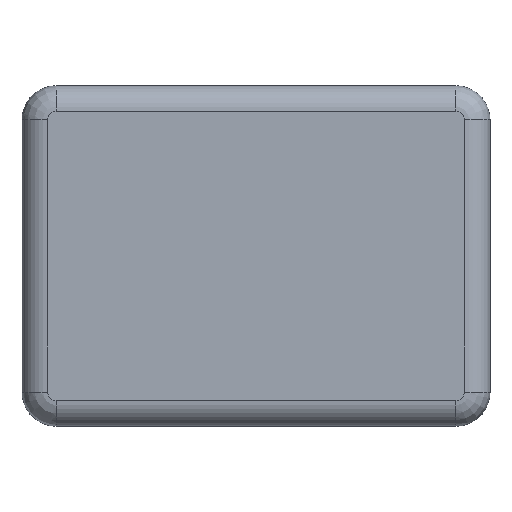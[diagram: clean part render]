
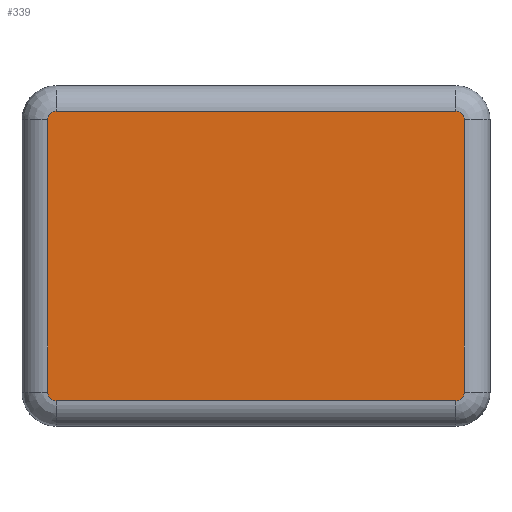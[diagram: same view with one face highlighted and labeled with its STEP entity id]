
A CAD part, top view. The second image highlights one B-rep face of the part: STEP entity #339.
In plain terms, the highlighted planar face has unit normal (0, 0, 1).
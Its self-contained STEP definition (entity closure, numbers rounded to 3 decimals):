
#95 = VERTEX_POINT('',#96);
#96 = CARTESIAN_POINT('',(24.5,-16.,13.4));
#103 = EDGE_CURVE('',#95,#104,#106,.T.);
#104 = VERTEX_POINT('',#105);
#105 = CARTESIAN_POINT('',(24.5,16.,13.4));
#106 = LINE('',#107,#108);
#107 = CARTESIAN_POINT('',(24.5,-16.,13.4));
#108 = VECTOR('',#109,1.);
#109 = DIRECTION('',(0.,1.,0.));
#306 = VERTEX_POINT('',#307);
#307 = CARTESIAN_POINT('',(23.5,-17.,13.4));
#316 = EDGE_CURVE('',#306,#95,#317,.T.);
#317 = CIRCLE('',#318,1.);
#318 = AXIS2_PLACEMENT_3D('',#319,#320,#321);
#319 = CARTESIAN_POINT('',(23.5,-16.,13.4));
#320 = DIRECTION('',(0.,-0.,1.));
#321 = DIRECTION('',(0.,-1.,-0.));
#339 = ADVANCED_FACE('',(#340),#393,.F.);
#340 = FACE_BOUND('',#341,.F.);
#341 = EDGE_LOOP('',(#342,#343,#344,#352,#361,#369,#378,#386));
#342 = ORIENTED_EDGE('',*,*,#103,.F.);
#343 = ORIENTED_EDGE('',*,*,#316,.F.);
#344 = ORIENTED_EDGE('',*,*,#345,.F.);
#345 = EDGE_CURVE('',#346,#306,#348,.T.);
#346 = VERTEX_POINT('',#347);
#347 = CARTESIAN_POINT('',(-23.5,-17.,13.4));
#348 = LINE('',#349,#350);
#349 = CARTESIAN_POINT('',(-23.5,-17.,13.4));
#350 = VECTOR('',#351,1.);
#351 = DIRECTION('',(1.,-0.,0.));
#352 = ORIENTED_EDGE('',*,*,#353,.F.);
#353 = EDGE_CURVE('',#354,#346,#356,.T.);
#354 = VERTEX_POINT('',#355);
#355 = CARTESIAN_POINT('',(-24.5,-16.,13.4));
#356 = CIRCLE('',#357,1.);
#357 = AXIS2_PLACEMENT_3D('',#358,#359,#360);
#358 = CARTESIAN_POINT('',(-23.5,-16.,13.4));
#359 = DIRECTION('',(0.,0.,1.));
#360 = DIRECTION('',(-1.,0.,0.));
#361 = ORIENTED_EDGE('',*,*,#362,.F.);
#362 = EDGE_CURVE('',#363,#354,#365,.T.);
#363 = VERTEX_POINT('',#364);
#364 = CARTESIAN_POINT('',(-24.5,16.,13.4));
#365 = LINE('',#366,#367);
#366 = CARTESIAN_POINT('',(-24.5,16.,13.4));
#367 = VECTOR('',#368,1.);
#368 = DIRECTION('',(0.,-1.,0.));
#369 = ORIENTED_EDGE('',*,*,#370,.F.);
#370 = EDGE_CURVE('',#371,#363,#373,.T.);
#371 = VERTEX_POINT('',#372);
#372 = CARTESIAN_POINT('',(-23.5,17.,13.4));
#373 = CIRCLE('',#374,1.);
#374 = AXIS2_PLACEMENT_3D('',#375,#376,#377);
#375 = CARTESIAN_POINT('',(-23.5,16.,13.4));
#376 = DIRECTION('',(0.,-0.,1.));
#377 = DIRECTION('',(0.,1.,0.));
#378 = ORIENTED_EDGE('',*,*,#379,.F.);
#379 = EDGE_CURVE('',#380,#371,#382,.T.);
#380 = VERTEX_POINT('',#381);
#381 = CARTESIAN_POINT('',(23.5,17.,13.4));
#382 = LINE('',#383,#384);
#383 = CARTESIAN_POINT('',(23.5,17.,13.4));
#384 = VECTOR('',#385,1.);
#385 = DIRECTION('',(-1.,0.,0.));
#386 = ORIENTED_EDGE('',*,*,#387,.F.);
#387 = EDGE_CURVE('',#104,#380,#388,.T.);
#388 = CIRCLE('',#389,1.);
#389 = AXIS2_PLACEMENT_3D('',#390,#391,#392);
#390 = CARTESIAN_POINT('',(23.5,16.,13.4));
#391 = DIRECTION('',(0.,0.,1.));
#392 = DIRECTION('',(1.,0.,0.));
#393 = PLANE('',#394);
#394 = AXIS2_PLACEMENT_3D('',#395,#396,#397);
#395 = CARTESIAN_POINT('',(27.5,-20.,13.4));
#396 = DIRECTION('',(0.,0.,-1.));
#397 = DIRECTION('',(-1.,0.,0.));
